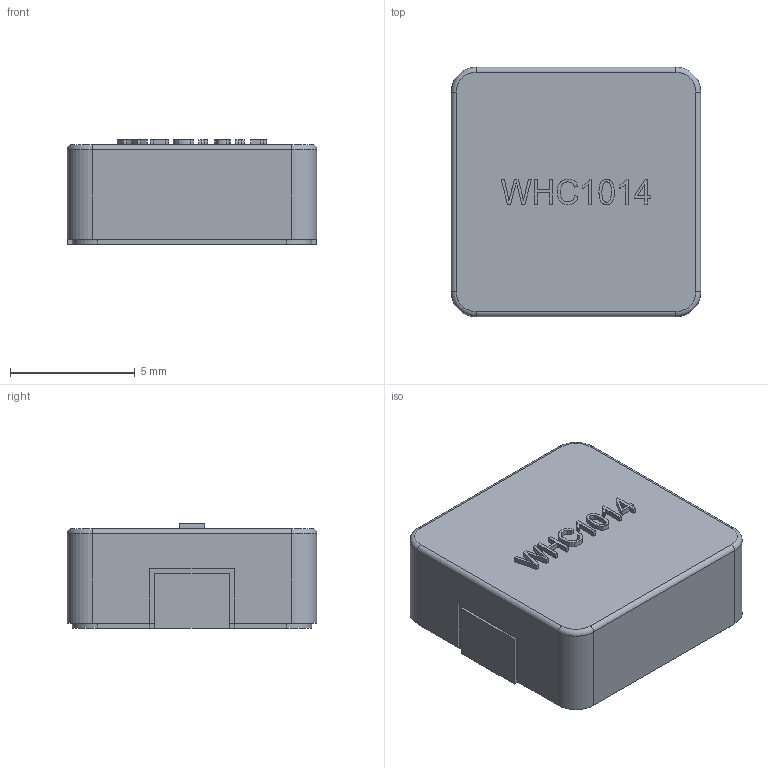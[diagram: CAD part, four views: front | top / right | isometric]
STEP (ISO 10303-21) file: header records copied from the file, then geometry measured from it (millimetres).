
FILE_DESCRIPTION(/* description */ (''),/* implementation_level */ '2;1');
FILE_NAME(/* name */ '2.stp',/* time_stamp */ '2018-02-01T14:32:42+08:00',/* author */ (''),/* organization */ (''),/* preprocessor_version */ 'ST-DEVELOPER v16',/* originating_system */ 'SIEMENS PLM Software NX 10.0',/* authorisation */ '');
FILE_SCHEMA (('AUTOMOTIVE_DESIGN { 1 0 10303 214 3 1 1 1 }'));
Length unit declared in the file: millimetre
Products named in the file (1): wy13D48246gjl7
Bounding box: 10 x 10 x 4.2 mm (x, y, z)
Volume: 394.4 mm3; surface area: 409.6 mm2
Topology: 3 solids, 3 shells, 154 faces, 406 edges, 268 vertices
Faces by surface type: plane 102, extrusion 36, cylinder 12, torus 4
Entity records: 5111 total; most frequent: CARTESIAN_POINT 1567, ORIENTED_EDGE 812, DIRECTION 536, EDGE_CURVE 406, VERTEX_POINT 268, VECTOR 242, B_SPLINE_CURVE_WITH_KNOTS 208, LINE 206
